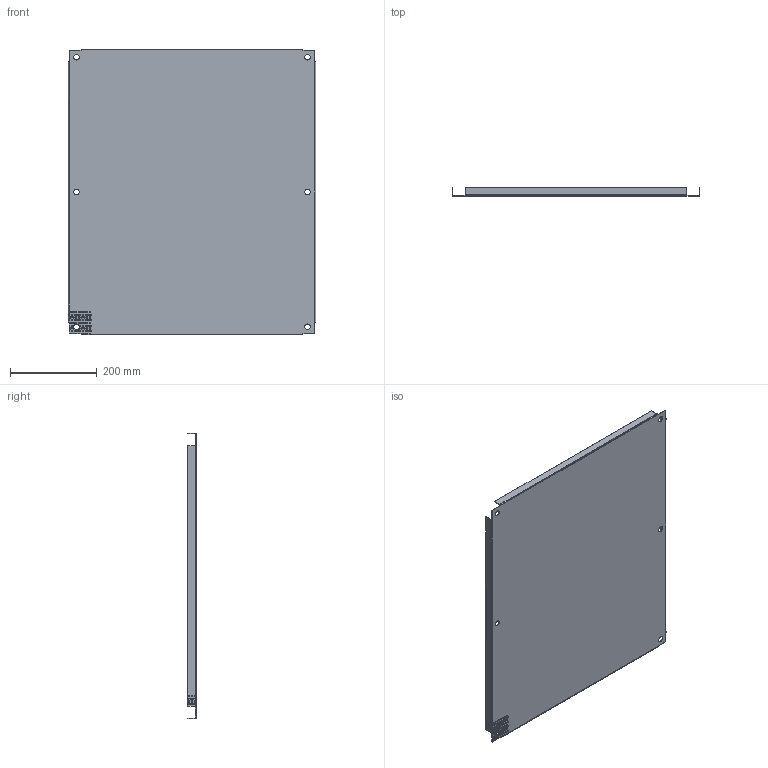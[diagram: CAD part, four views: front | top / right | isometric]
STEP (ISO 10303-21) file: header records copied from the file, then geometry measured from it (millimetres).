
FILE_DESCRIPTION (( 'STEP AP203' ), '1' );
FILE_NAME ('AP3024PP_Default.step', '2019-11-12T20:54:00', ( '' ), ( '' ), 'SwSTEP 2.0', 'SolidWorks 2019', '' );
FILE_SCHEMA (( 'CONFIG_CONTROL_DESIGN' ));
Length unit declared in the file: inch
Products named in the file (1): AP3024PP_Default
Bounding box: 571.5 x 19.05 x 660.4 mm (x, y, z)
Volume: 598213.3 mm3; surface area: 831731.8 mm2
Topology: 1 solids, 1 shells, 264 faces, 798 edges, 522 vertices
Faces by surface type: cylinder 213, plane 43, bspline 8
Entity records: 10585 total; most frequent: CARTESIAN_POINT 2647, DIRECTION 1722, ORIENTED_EDGE 1596, EDGE_CURVE 798, AXIS2_PLACEMENT_3D 683, VERTEX_POINT 522, EDGE_LOOP 426, CIRCLE 426
